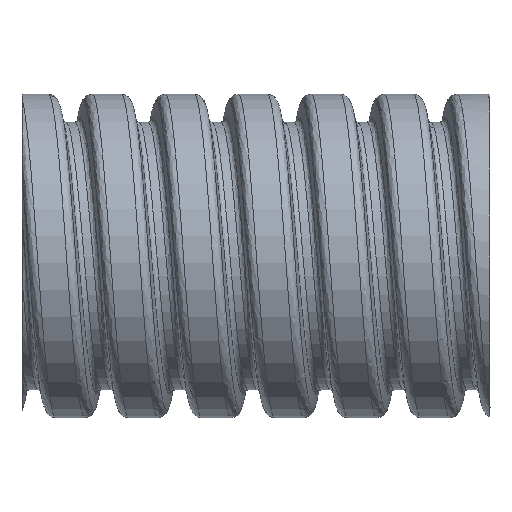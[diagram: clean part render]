
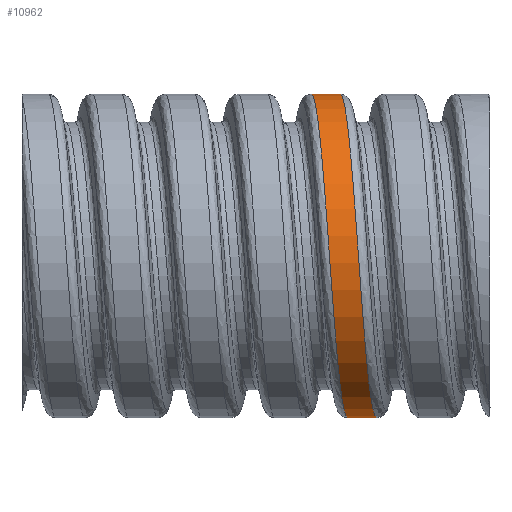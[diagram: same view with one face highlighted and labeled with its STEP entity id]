
A CAD part, front view. The second image highlights one B-rep face of the part: STEP entity #10962.
In plain terms, the highlighted cylindrical face has radius 86.45 mm (diameter 172.9 mm), a partial arc.
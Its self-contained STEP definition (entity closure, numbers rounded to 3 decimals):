
#45 = CARTESIAN_POINT ( 'NONE',  ( -79.25, -43.225, -74.868 ) ) ;
#148 = ORIENTED_EDGE ( 'NONE', *, *, #2053, .T. ) ;
#698 = CARTESIAN_POINT ( 'NONE',  ( -61.313, -11.381, -86.45 ) ) ;
#790 = CARTESIAN_POINT ( 'NONE',  ( -74.313, -69.177, 53.082 ) ) ;
#1127 = CARTESIAN_POINT ( 'NONE',  ( -80., 0., 86.45 ) ) ;
#1471 = DIRECTION ( 'NONE',  ( -1., 0., 0. ) ) ;
#1963 = CARTESIAN_POINT ( 'NONE',  ( -81.688, -69.177, -53.082 ) ) ;
#2053 = EDGE_CURVE ( 'NONE', #10331, #18069, #5084, .T. ) ;
#2550 = CARTESIAN_POINT ( 'NONE',  ( -76., 0., -86.45 ) ) ;
#2582 = CYLINDRICAL_SURFACE ( 'NONE', #13618, 86.45 ) ;
#2623 = CARTESIAN_POINT ( 'NONE',  ( -67.813, -80.559, -33.368 ) ) ;
#2710 = CARTESIAN_POINT ( 'NONE',  ( -75.938, -53.082, 69.177 ) ) ;
#2962 = CARTESIAN_POINT ( 'NONE',  ( -63.75, -43.225, -74.868 ) ) ;
#3043 = CARTESIAN_POINT ( 'NONE',  ( -77.563, -33.368, 80.559 ) ) ;
#3383 = DIRECTION ( 'NONE',  ( -1., 0., 0. ) ) ;
#4546 = CARTESIAN_POINT ( 'NONE',  ( -69.438, -86.45, -11.381 ) ) ;
#4981 = ORIENTED_EDGE ( 'NONE', *, *, #23426, .F. ) ;
#5084 =( BOUNDED_CURVE ( )  B_SPLINE_CURVE ( 2, ( #8550, #698, #12403, #14396, #2962, #6805, #20165, #8712, #10213, #2623, #15966, #4546, #17901, #6469, #19826, #8380, #12236, #790, #14146, #2710, #17979, #3043, #6884, #22158, #1127 ),
 .UNSPECIFIED., .F., .T. ) 
 B_SPLINE_CURVE_WITH_KNOTS ( ( 3, 2, 2, 2, 2, 2, 2, 2, 2, 2, 2, 2, 3 ),
 ( 0.264, 0.269, 0.273, 0.278, 0.282, 0.287, 0.292, 0.296, 0.301, 0.306, 0.31, 0.315, 0.319 ),
 .UNSPECIFIED. ) 
 CURVE ( )  GEOMETRIC_REPRESENTATION_ITEM ( )  RATIONAL_B_SPLINE_CURVE ( ( 1., 0.991, 1., 0.991, 1., 0.991, 1., 0.991, 1., 0.991, 1., 0.991, 1., 0.991, 1., 0.991, 1., 0.991, 1., 0.991, 1., 0.991, 1., 0.991, 1. ) ) 
 REPRESENTATION_ITEM ( '' )  );
#5812 = CARTESIAN_POINT ( 'NONE',  ( -93.875, -22.375, 83.504 ) ) ;
#6315 = CARTESIAN_POINT ( 'NONE',  ( -77.625, -22.375, -83.504 ) ) ;
#6393 = CARTESIAN_POINT ( 'NONE',  ( -76.813, -11.381, -86.45 ) ) ;
#6469 = CARTESIAN_POINT ( 'NONE',  ( -71.063, -86.45, 11.381 ) ) ;
#6633 = CARTESIAN_POINT ( 'NONE',  ( -76., 0., -86.45 ) ) ;
#6805 = CARTESIAN_POINT ( 'NONE',  ( -64.563, -53.082, -69.177 ) ) ;
#6884 = CARTESIAN_POINT ( 'NONE',  ( -78.375, -22.375, 83.504 ) ) ;
#8380 = CARTESIAN_POINT ( 'NONE',  ( -72.688, -80.559, 33.368 ) ) ;
#8389 = CARTESIAN_POINT ( 'NONE',  ( -82.5, -74.868, -43.225 ) ) ;
#8550 = CARTESIAN_POINT ( 'NONE',  ( -60.5, 0., -86.45 ) ) ;
#8712 = CARTESIAN_POINT ( 'NONE',  ( -66.188, -69.177, -53.082 ) ) ;
#9498 = ORIENTED_EDGE ( 'NONE', *, *, #22208, .T. ) ;
#10021 = EDGE_CURVE ( 'NONE', #18464, #13631, #14706, .T. ) ;
#10213 = CARTESIAN_POINT ( 'NONE',  ( -67., -74.868, -43.225 ) ) ;
#10222 = CARTESIAN_POINT ( 'NONE',  ( -86.563, -86.45, 11.381 ) ) ;
#10309 = CARTESIAN_POINT ( 'NONE',  ( -90.625, -61.129, 61.129 ) ) ;
#10331 = VERTEX_POINT ( 'NONE', #10473 ) ;
#10473 = CARTESIAN_POINT ( 'NONE',  ( -60.5, 0., -86.45 ) ) ;
#10962 = ADVANCED_FACE ( 'NONE', ( #22307 ), #2582, .T. ) ;
#10978 = CARTESIAN_POINT ( 'NONE',  ( 0., 0., 86.45 ) ) ;
#11885 = ORIENTED_EDGE ( 'NONE', *, *, #10021, .F. ) ;
#11920 = CARTESIAN_POINT ( 'NONE',  ( -85.75, -86.45, 0. ) ) ;
#12002 = CARTESIAN_POINT ( 'NONE',  ( -88.188, -80.559, 33.368 ) ) ;
#12236 = CARTESIAN_POINT ( 'NONE',  ( -73.5, -74.868, 43.225 ) ) ;
#12403 = CARTESIAN_POINT ( 'NONE',  ( -62.125, -22.375, -83.504 ) ) ;
#12464 = EDGE_LOOP ( 'NONE', ( #4981, #148, #9498, #11885 ) ) ;
#13417 = CARTESIAN_POINT ( 'NONE',  ( -80.063, -53.082, -69.177 ) ) ;
#13618 = AXIS2_PLACEMENT_3D ( 'NONE', #22419, #3383, #16725 ) ;
#13631 = VERTEX_POINT ( 'NONE', #22325 ) ;
#13834 = CARTESIAN_POINT ( 'NONE',  ( -91.438, -53.082, 69.177 ) ) ;
#14146 = CARTESIAN_POINT ( 'NONE',  ( -75.125, -61.129, 61.129 ) ) ;
#14396 = CARTESIAN_POINT ( 'NONE',  ( -62.938, -33.368, -80.559 ) ) ;
#14619 = CARTESIAN_POINT ( 'NONE',  ( 0., 0., -86.45 ) ) ;
#14706 =( BOUNDED_CURVE ( )  B_SPLINE_CURVE ( 2, ( #2550, #6393, #6315, #19753, #45, #13417, #23416, #1963, #8389, #21665, #15316, #19169, #11920, #10222, #23582, #12002, #15978, #21752, #10309, #13834, #23661, #17239, #5812, #19592, #15736 ),
 .UNSPECIFIED., .F., .F. ) 
 B_SPLINE_CURVE_WITH_KNOTS ( ( 3, 2, 2, 2, 2, 2, 2, 2, 2, 2, 2, 2, 3 ),
 ( 0.264, 0.269, 0.273, 0.278, 0.282, 0.287, 0.292, 0.296, 0.301, 0.306, 0.31, 0.315, 0.319 ),
 .UNSPECIFIED. ) 
 CURVE ( )  GEOMETRIC_REPRESENTATION_ITEM ( )  RATIONAL_B_SPLINE_CURVE ( ( 1., 0.991, 1., 0.991, 1., 0.991, 1., 0.991, 1., 0.991, 1., 0.991, 1., 0.991, 1., 0.991, 1., 0.991, 1., 0.991, 1., 0.991, 1., 0.991, 1. ) ) 
 REPRESENTATION_ITEM ( '' )  );
#15052 = VECTOR ( 'NONE', #22392, 1000. ) ;
#15316 = CARTESIAN_POINT ( 'NONE',  ( -84.125, -83.504, -22.375 ) ) ;
#15736 = CARTESIAN_POINT ( 'NONE',  ( -95.5, 0., 86.45 ) ) ;
#15966 = CARTESIAN_POINT ( 'NONE',  ( -68.625, -83.504, -22.375 ) ) ;
#15978 = CARTESIAN_POINT ( 'NONE',  ( -89., -74.868, 43.225 ) ) ;
#16725 = DIRECTION ( 'NONE',  ( 0., 0., 1. ) ) ;
#17239 = CARTESIAN_POINT ( 'NONE',  ( -93.063, -33.368, 80.559 ) ) ;
#17901 = CARTESIAN_POINT ( 'NONE',  ( -70.25, -86.45, 0. ) ) ;
#17979 = CARTESIAN_POINT ( 'NONE',  ( -76.75, -43.225, 74.868 ) ) ;
#18069 = VERTEX_POINT ( 'NONE', #19156 ) ;
#18464 = VERTEX_POINT ( 'NONE', #6633 ) ;
#19156 = CARTESIAN_POINT ( 'NONE',  ( -80., 0., 86.45 ) ) ;
#19169 = CARTESIAN_POINT ( 'NONE',  ( -84.938, -86.45, -11.381 ) ) ;
#19292 = VECTOR ( 'NONE', #1471, 1000. ) ;
#19592 = CARTESIAN_POINT ( 'NONE',  ( -94.688, -11.381, 86.45 ) ) ;
#19753 = CARTESIAN_POINT ( 'NONE',  ( -78.438, -33.368, -80.559 ) ) ;
#19826 = CARTESIAN_POINT ( 'NONE',  ( -71.875, -83.504, 22.375 ) ) ;
#20165 = CARTESIAN_POINT ( 'NONE',  ( -65.375, -61.129, -61.129 ) ) ;
#21665 = CARTESIAN_POINT ( 'NONE',  ( -83.313, -80.559, -33.368 ) ) ;
#21752 = CARTESIAN_POINT ( 'NONE',  ( -89.813, -69.177, 53.082 ) ) ;
#22158 = CARTESIAN_POINT ( 'NONE',  ( -79.188, -11.381, 86.45 ) ) ;
#22208 = EDGE_CURVE ( 'NONE', #18069, #13631, #22255, .T. ) ;
#22255 = LINE ( 'NONE', #10978, #19292 ) ;
#22307 = FACE_OUTER_BOUND ( 'NONE', #12464, .T. ) ;
#22325 = CARTESIAN_POINT ( 'NONE',  ( -95.5, 0., 86.45 ) ) ;
#22392 = DIRECTION ( 'NONE',  ( -1., 0., 0. ) ) ;
#22419 = CARTESIAN_POINT ( 'NONE',  ( 0., 0., 0. ) ) ;
#22545 = LINE ( 'NONE', #14619, #15052 ) ;
#23416 = CARTESIAN_POINT ( 'NONE',  ( -80.875, -61.129, -61.129 ) ) ;
#23426 = EDGE_CURVE ( 'NONE', #10331, #18464, #22545, .T. ) ;
#23582 = CARTESIAN_POINT ( 'NONE',  ( -87.375, -83.504, 22.375 ) ) ;
#23661 = CARTESIAN_POINT ( 'NONE',  ( -92.25, -43.225, 74.868 ) ) ;
